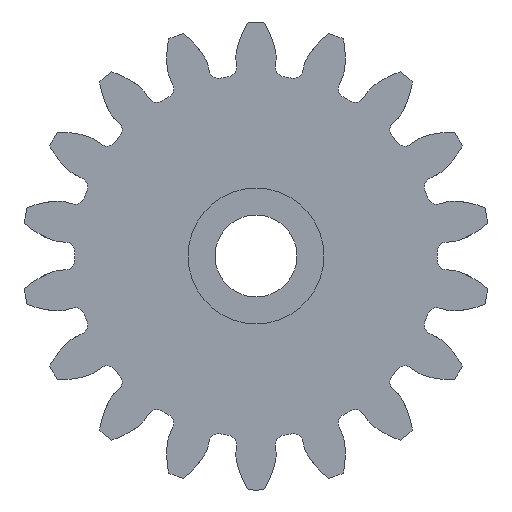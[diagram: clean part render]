
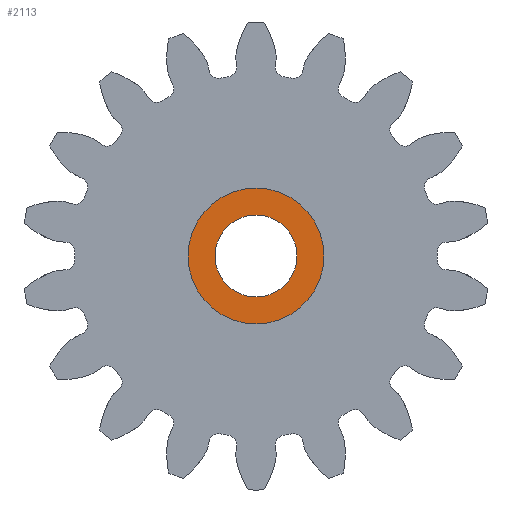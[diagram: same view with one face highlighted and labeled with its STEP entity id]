
A CAD part, front view. The second image highlights one B-rep face of the part: STEP entity #2113.
In plain terms, the highlighted planar face has unit normal (0, -1, 0).
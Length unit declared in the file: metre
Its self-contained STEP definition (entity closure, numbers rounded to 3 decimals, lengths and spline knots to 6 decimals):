
#122=PLANE('',#2351);
#993=ORIENTED_EDGE('',*,*,#996,.F.);
#994=ORIENTED_EDGE('',*,*,#1322,.T.);
#996=EDGE_CURVE('',#1324,#1324,#1544,.T.);
#1322=EDGE_CURVE('',#1542,#1542,#1690,.T.);
#1324=VERTEX_POINT('',#2917);
#1542=VERTEX_POINT('',#6920);
#1544=CIRCLE('',#2129,0.00175);
#1690=CIRCLE('',#2350,0.002905);
#1807=EDGE_LOOP('',(#993));
#1808=EDGE_LOOP('',(#994));
#1925=FACE_BOUND('',#1807,.T.);
#1926=FACE_BOUND('',#1808,.T.);
#2113=ADVANCED_FACE('',(#1925,#1926),#122,.T.);
#2129=AXIS2_PLACEMENT_3D('',#2916,#2358,#2359);
#2350=AXIS2_PLACEMENT_3D('',#6919,#2908,#2909);
#2351=AXIS2_PLACEMENT_3D('',#6921,#2910,#2911);
#2358=DIRECTION('',(0.,-1.,0.));
#2359=DIRECTION('',(0.,0.,-1.));
#2908=DIRECTION('',(0.,-1.,0.));
#2909=DIRECTION('',(0.,0.,-1.));
#2910=DIRECTION('',(0.,-1.,0.));
#2911=DIRECTION('',(1.,0.,0.));
#2916=CARTESIAN_POINT('',(0.030055,-0.0395,0.049249));
#2917=CARTESIAN_POINT('',(0.030055,-0.0395,0.047499));
#6919=CARTESIAN_POINT('',(0.030055,-0.0395,0.049249));
#6920=CARTESIAN_POINT('',(0.030055,-0.0395,0.046344));
#6921=CARTESIAN_POINT('',(0.030055,-0.0395,0.049249));
